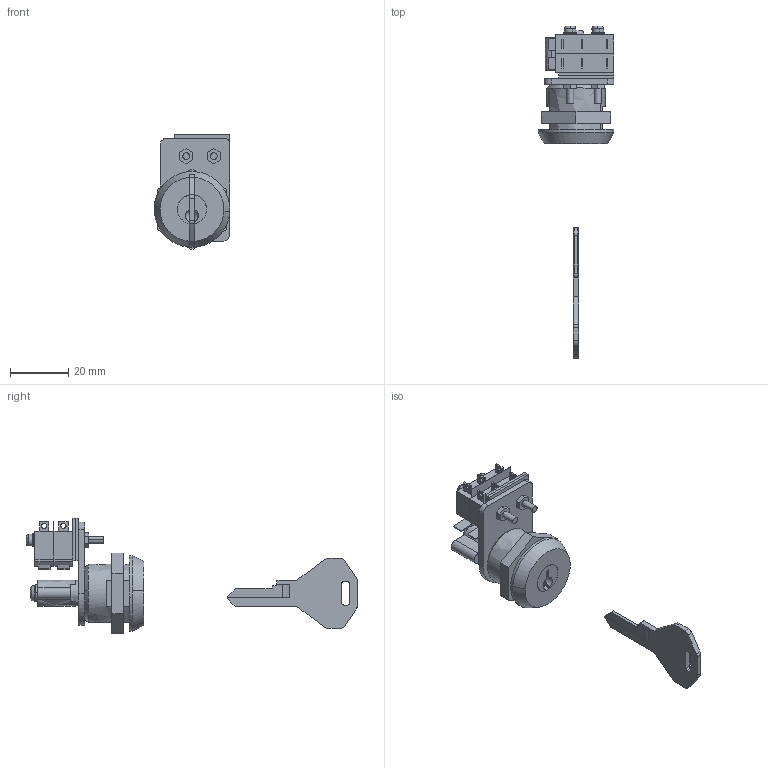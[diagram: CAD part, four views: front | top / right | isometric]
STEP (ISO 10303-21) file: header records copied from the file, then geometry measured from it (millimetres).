
FILE_DESCRIPTION((''),'2;1');
FILE_NAME('','2005-07-15T14:12:10',(''),(''),'','CADfix','');
FILE_SCHEMA(('AUTOMOTIVE_DESIGN'));
Length unit declared in the file: millimetre
Products named in the file (14): screw_1; nut_3; switch; spacer_A; spacer_B; screw_3; screw_2; nut_2; nut_1; lock; key; cam; bracket; TL_142_2_13997_36
Assembly tree (17 placements, depth 2):
  TL_142_2_13997_36
    screw_1  x2
    nut_3  x2
    switch  x2
    spacer_A  x2
    spacer_B
    screw_3
    screw_2
    nut_2
    nut_1
    lock
    key
    cam
    bracket
Bounding box: 26 x 114.11 x 39.66 mm (x, y, z)
Volume: 14767.9 mm3; surface area: 13422.1 mm2
Topology: 17 solids, 17 shells, 398 faces, 1195 edges, 849 vertices
Faces by surface type: bspline 398
Entity records: 10737 total; most frequent: CARTESIAN_POINT 5226, ORIENTED_EDGE 1798, EDGE_CURVE 899, VERTEX_POINT 636, QUASI_UNIFORM_CURVE 535, EDGE_LOOP 351, FACE_OUTER_BOUND 300, ADVANCED_FACE 300
